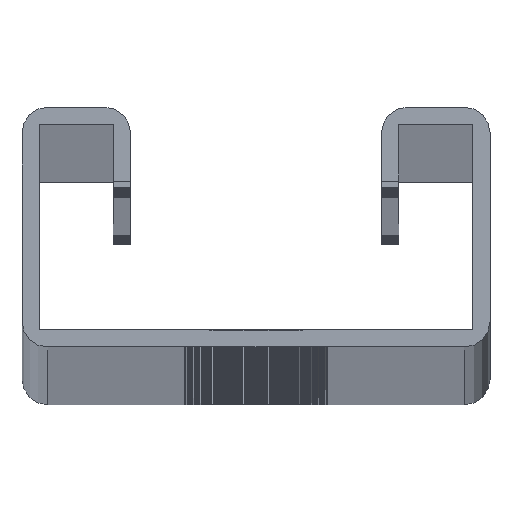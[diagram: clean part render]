
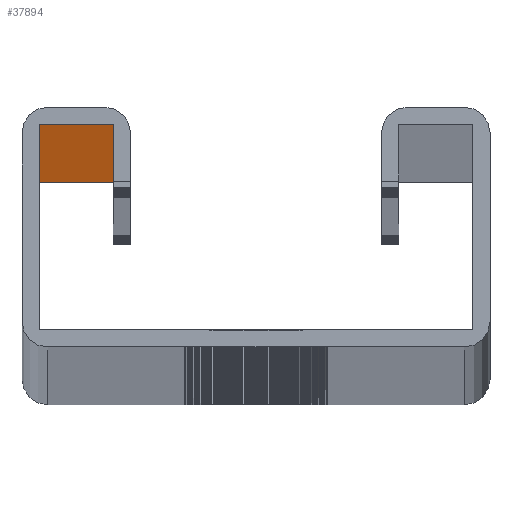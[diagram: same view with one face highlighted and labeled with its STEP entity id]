
A CAD part, top view. The second image highlights one B-rep face of the part: STEP entity #37894.
In plain terms, the highlighted planar face has unit normal (0, -1, 0).
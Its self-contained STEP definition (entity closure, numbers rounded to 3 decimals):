
#622 = VECTOR ( 'NONE', #2861, 1000. ) ;
#2113 = LINE ( 'NONE', #55065, #622 ) ;
#2861 = DIRECTION ( 'NONE',  ( 1., 0., 0. ) ) ;
#3993 = DIRECTION ( 'NONE',  ( 0., 0., -1. ) ) ;
#7973 = VERTEX_POINT ( 'NONE', #24016 ) ;
#9142 = ORIENTED_EDGE ( 'NONE', *, *, #28278, .T. ) ;
#12181 = PLANE ( 'NONE',  #53329 ) ;
#12291 = FACE_OUTER_BOUND ( 'NONE', #27257, .T. ) ;
#13403 = DIRECTION ( 'NONE',  ( 0., -1., 0. ) ) ;
#13868 = LINE ( 'NONE', #37374, #48798 ) ;
#14967 = EDGE_CURVE ( 'NONE', #40923, #45036, #2113, .T. ) ;
#16933 = CARTESIAN_POINT ( 'NONE',  ( -19., 19.5, 0. ) ) ;
#18644 = DIRECTION ( 'NONE',  ( 1., 0., 0. ) ) ;
#18992 = CARTESIAN_POINT ( 'NONE',  ( -12.5, 19.5, -1450. ) ) ;
#24016 = CARTESIAN_POINT ( 'NONE',  ( -12.5, 19.5, -2900. ) ) ;
#27257 = EDGE_LOOP ( 'NONE', ( #56698, #52056, #9142, #60114 ) ) ;
#28278 = EDGE_CURVE ( 'NONE', #50724, #7973, #13868, .T. ) ;
#28839 = CARTESIAN_POINT ( 'NONE',  ( -19., 19.5, -1450. ) ) ;
#32300 = CARTESIAN_POINT ( 'NONE',  ( -20.5, 19.5, -1450. ) ) ;
#34445 = DIRECTION ( 'NONE',  ( 0., 0., -1. ) ) ;
#35690 = LINE ( 'NONE', #28839, #49805 ) ;
#37105 = VECTOR ( 'NONE', #52279, 1000. ) ;
#37374 = CARTESIAN_POINT ( 'NONE',  ( -20.5, 19.5, -2900. ) ) ;
#37894 = ADVANCED_FACE ( 'NONE', ( #12291 ), #12181, .T. ) ;
#39173 = CARTESIAN_POINT ( 'NONE',  ( -12.5, 19.5, 0. ) ) ;
#40558 = EDGE_CURVE ( 'NONE', #40923, #50724, #35690, .T. ) ;
#40923 = VERTEX_POINT ( 'NONE', #16933 ) ;
#41047 = EDGE_CURVE ( 'NONE', #45036, #7973, #42291, .T. ) ;
#42291 = LINE ( 'NONE', #18992, #37105 ) ;
#45036 = VERTEX_POINT ( 'NONE', #39173 ) ;
#45679 = CARTESIAN_POINT ( 'NONE',  ( -19., 19.5, -2900. ) ) ;
#48798 = VECTOR ( 'NONE', #18644, 1000. ) ;
#49805 = VECTOR ( 'NONE', #34445, 1000. ) ;
#50724 = VERTEX_POINT ( 'NONE', #45679 ) ;
#52056 = ORIENTED_EDGE ( 'NONE', *, *, #40558, .T. ) ;
#52279 = DIRECTION ( 'NONE',  ( 0., 0., -1. ) ) ;
#53329 = AXIS2_PLACEMENT_3D ( 'NONE', #32300, #13403, #3993 ) ;
#55065 = CARTESIAN_POINT ( 'NONE',  ( 0., 19.5, 0. ) ) ;
#56698 = ORIENTED_EDGE ( 'NONE', *, *, #14967, .F. ) ;
#60114 = ORIENTED_EDGE ( 'NONE', *, *, #41047, .F. ) ;
